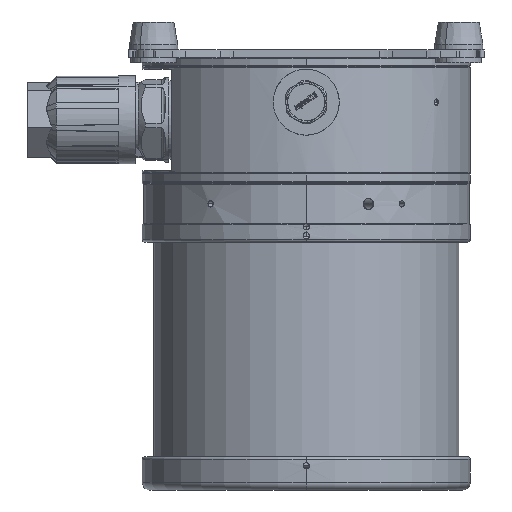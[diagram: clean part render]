
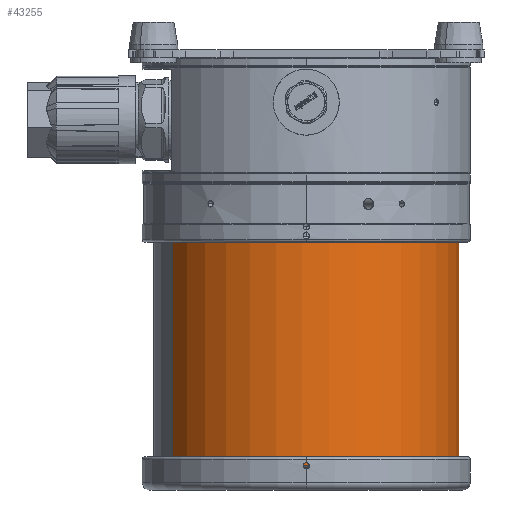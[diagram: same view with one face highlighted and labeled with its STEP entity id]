
A CAD part, front view. The second image highlights one B-rep face of the part: STEP entity #43255.
In plain terms, the highlighted cylindrical face has radius 60 mm (diameter 120 mm), a partial arc.
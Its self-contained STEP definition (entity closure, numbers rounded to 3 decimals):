
#853 = LINE ( 'NONE', #73180, #64619 ) ;
#1894 = FACE_OUTER_BOUND ( 'NONE', #48327, .T. ) ;
#2286 = CYLINDRICAL_SURFACE ( 'NONE', #17300, 60. ) ;
#3240 = EDGE_CURVE ( 'NONE', #22963, #41278, #15889, .T. ) ;
#5803 = CARTESIAN_POINT ( 'NONE',  ( 52.757, 28.579, -160.5 ) ) ;
#9021 = DIRECTION ( 'NONE',  ( 0., 0., 1. ) ) ;
#9551 = DIRECTION ( 'NONE',  ( 0., 0., -1. ) ) ;
#11331 = ORIENTED_EDGE ( 'NONE', *, *, #12026, .T. ) ;
#12026 = EDGE_CURVE ( 'NONE', #22963, #79083, #68432, .T. ) ;
#12353 = DIRECTION ( 'NONE',  ( 0.879, 0.476, 0. ) ) ;
#15889 = LINE ( 'NONE', #48376, #76331 ) ;
#16321 = DIRECTION ( 'NONE',  ( 0., 0., -1. ) ) ;
#17300 = AXIS2_PLACEMENT_3D ( 'NONE', #81472, #42309, #17846 ) ;
#17788 = ORIENTED_EDGE ( 'NONE', *, *, #17872, .T. ) ;
#17846 = DIRECTION ( 'NONE',  ( -0.879, -0.476, 0. ) ) ;
#17872 = EDGE_CURVE ( 'NONE', #46561, #41278, #45758, .T. ) ;
#22963 = VERTEX_POINT ( 'NONE', #29663 ) ;
#23293 = DIRECTION ( 'NONE',  ( 0., 0., -1. ) ) ;
#29663 = CARTESIAN_POINT ( 'NONE',  ( 52.757, 28.579, -71. ) ) ;
#30823 = DIRECTION ( 'NONE',  ( 0.879, 0.476, 0. ) ) ;
#34733 = AXIS2_PLACEMENT_3D ( 'NONE', #36310, #23293, #30823 ) ;
#35919 = CARTESIAN_POINT ( 'NONE',  ( -52.757, -28.579, -71. ) ) ;
#36310 = CARTESIAN_POINT ( 'NONE',  ( 0., 0., -71. ) ) ;
#41278 = VERTEX_POINT ( 'NONE', #5803 ) ;
#42309 = DIRECTION ( 'NONE',  ( 0., 0., -1. ) ) ;
#43255 = ADVANCED_FACE ( 'NONE', ( #1894 ), #2286, .T. ) ;
#43398 = ORIENTED_EDGE ( 'NONE', *, *, #80651, .T. ) ;
#45758 = CIRCLE ( 'NONE', #56572, 60. ) ;
#46561 = VERTEX_POINT ( 'NONE', #67548 ) ;
#48327 = EDGE_LOOP ( 'NONE', ( #77451, #11331, #43398, #17788 ) ) ;
#48376 = CARTESIAN_POINT ( 'NONE',  ( 52.757, 28.579, -70.5 ) ) ;
#56572 = AXIS2_PLACEMENT_3D ( 'NONE', #66781, #9021, #12353 ) ;
#64619 = VECTOR ( 'NONE', #9551, 1000. ) ;
#66781 = CARTESIAN_POINT ( 'NONE',  ( 0., 0., -160.5 ) ) ;
#67548 = CARTESIAN_POINT ( 'NONE',  ( -52.757, -28.579, -160.5 ) ) ;
#68432 = CIRCLE ( 'NONE', #34733, 60. ) ;
#73180 = CARTESIAN_POINT ( 'NONE',  ( -52.757, -28.579, -70.5 ) ) ;
#76331 = VECTOR ( 'NONE', #16321, 1000. ) ;
#77451 = ORIENTED_EDGE ( 'NONE', *, *, #3240, .F. ) ;
#79083 = VERTEX_POINT ( 'NONE', #35919 ) ;
#80651 = EDGE_CURVE ( 'NONE', #79083, #46561, #853, .T. ) ;
#81472 = CARTESIAN_POINT ( 'NONE',  ( 0., 0., -70.5 ) ) ;
